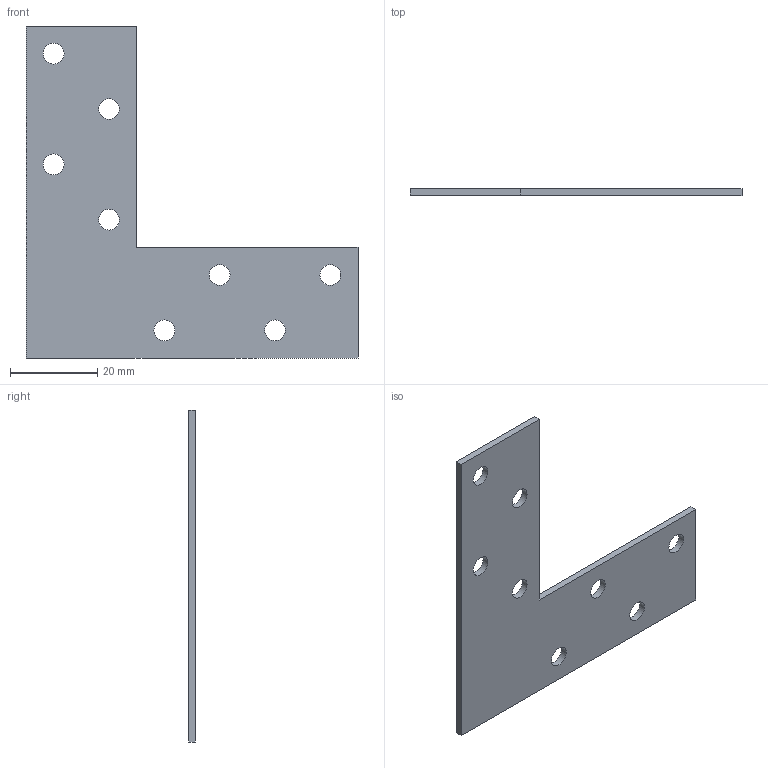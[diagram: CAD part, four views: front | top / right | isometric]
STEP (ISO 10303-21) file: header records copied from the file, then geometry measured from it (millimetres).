
FILE_DESCRIPTION(/* description */ (''),/* implementation_level */ '2;1');
FILE_NAME(/* name */ 'elvRivetPlate.stp',/* time_stamp */ '2019-01-16T22:43:22-08:00',/* author */ ('james'),/* organization */ (''),/* preprocessor_version */ 'ST-DEVELOPER v17',/* originating_system */ 'Autodesk Inventor 2019',/* authorisation */ '');
FILE_SCHEMA (('AUTOMOTIVE_DESIGN { 1 0 10303 214 3 1 1 }'));
Length unit declared in the file: inch
Products named in the file (1): elvRivetPlate
Bounding box: 76.2 x 1.59 x 76.2 mm (x, y, z)
Volume: 4894.7 mm3; surface area: 6840.5 mm2
Topology: 1 solids, 1 shells, 16 faces, 50 edges, 36 vertices
Faces by surface type: cylinder 8, plane 8
Full cylindrical faces by diameter (mm): 4.762 x8
Entity records: 655 total; most frequent: DIRECTION 108, CARTESIAN_POINT 103, ORIENTED_EDGE 100, EDGE_CURVE 50, AXIS2_PLACEMENT_3D 41, VERTEX_POINT 36, EDGE_LOOP 32, LINE 26
